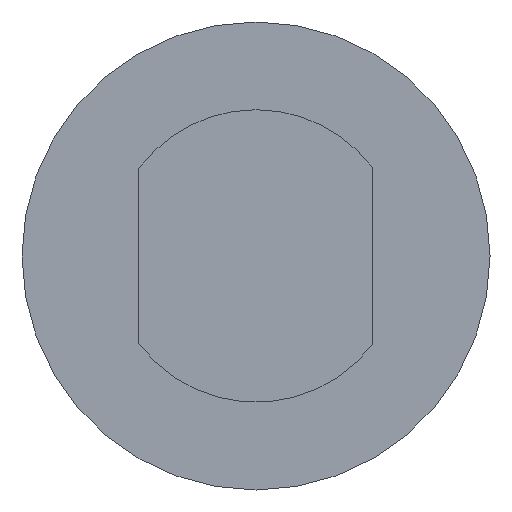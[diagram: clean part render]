
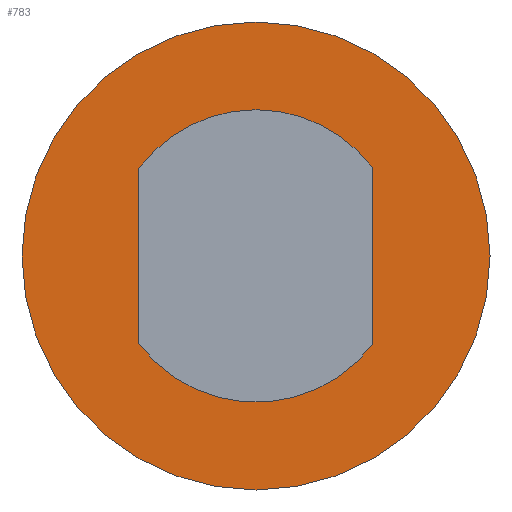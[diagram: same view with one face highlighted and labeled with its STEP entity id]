
A CAD part, front view. The second image highlights one B-rep face of the part: STEP entity #783.
In plain terms, the highlighted planar face has unit normal (0, -1, 0).
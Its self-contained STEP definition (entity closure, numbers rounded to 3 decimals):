
#37 = AXIS2_PLACEMENT_3D ( 'NONE', #1889, #2107, #2088 ) ;
#81 = VERTEX_POINT ( 'NONE', #246 ) ;
#94 = CARTESIAN_POINT ( 'NONE',  ( 0., -15., 0. ) ) ;
#103 = CARTESIAN_POINT ( 'NONE',  ( 0., -15., 0. ) ) ;
#146 = AXIS2_PLACEMENT_3D ( 'NONE', #94, #1486, #2121 ) ;
#151 = ORIENTED_EDGE ( 'NONE', *, *, #1635, .T. ) ;
#169 = CARTESIAN_POINT ( 'NONE',  ( -8., -15., 6. ) ) ;
#170 = DIRECTION ( 'NONE',  ( 0., -1., 0. ) ) ;
#184 = VERTEX_POINT ( 'NONE', #1966 ) ;
#193 = FACE_BOUND ( 'NONE', #2316, .T. ) ;
#238 = CIRCLE ( 'NONE', #2145, 10. ) ;
#246 = CARTESIAN_POINT ( 'NONE',  ( -8., -15., -6. ) ) ;
#397 = EDGE_CURVE ( 'NONE', #1942, #1593, #1030, .T. ) ;
#420 = DIRECTION ( 'NONE',  ( 0., 0., -1. ) ) ;
#436 = AXIS2_PLACEMENT_3D ( 'NONE', #1636, #2018, #420 ) ;
#473 = VECTOR ( 'NONE', #2218, 1000. ) ;
#483 = DIRECTION ( 'NONE',  ( 0., -1., 0. ) ) ;
#705 = DIRECTION ( 'NONE',  ( 0., 0., -1. ) ) ;
#783 = ADVANCED_FACE ( 'NONE', ( #1156, #193 ), #2130, .T. ) ;
#792 = ORIENTED_EDGE ( 'NONE', *, *, #2487, .F. ) ;
#794 = EDGE_CURVE ( 'NONE', #1018, #1687, #798, .T. ) ;
#798 = CIRCLE ( 'NONE', #37, 10. ) ;
#905 = CARTESIAN_POINT ( 'NONE',  ( 0., -15., -16. ) ) ;
#1018 = VERTEX_POINT ( 'NONE', #1374 ) ;
#1030 = CIRCLE ( 'NONE', #2231, 16. ) ;
#1041 = EDGE_LOOP ( 'NONE', ( #151, #1599 ) ) ;
#1074 = ORIENTED_EDGE ( 'NONE', *, *, #2547, .F. ) ;
#1111 = AXIS2_PLACEMENT_3D ( 'NONE', #103, #2087, #705 ) ;
#1115 = EDGE_CURVE ( 'NONE', #1687, #184, #238, .T. ) ;
#1130 = VECTOR ( 'NONE', #2573, 1000. ) ;
#1156 = FACE_OUTER_BOUND ( 'NONE', #1041, .T. ) ;
#1195 = CARTESIAN_POINT ( 'NONE',  ( 0., -15., 0. ) ) ;
#1290 = DIRECTION ( 'NONE',  ( 0., 0., -1. ) ) ;
#1294 = CARTESIAN_POINT ( 'NONE',  ( 0., -15., 0. ) ) ;
#1314 = CARTESIAN_POINT ( 'NONE',  ( 0., -15., 10. ) ) ;
#1339 = CARTESIAN_POINT ( 'NONE',  ( 0., -15., 16. ) ) ;
#1363 = ORIENTED_EDGE ( 'NONE', *, *, #2449, .F. ) ;
#1374 = CARTESIAN_POINT ( 'NONE',  ( 8., -15., 6. ) ) ;
#1486 = DIRECTION ( 'NONE',  ( 0., -1., 0. ) ) ;
#1488 = LINE ( 'NONE', #2012, #1130 ) ;
#1593 = VERTEX_POINT ( 'NONE', #1339 ) ;
#1599 = ORIENTED_EDGE ( 'NONE', *, *, #397, .T. ) ;
#1628 = CIRCLE ( 'NONE', #1111, 16. ) ;
#1635 = EDGE_CURVE ( 'NONE', #1593, #1942, #1628, .T. ) ;
#1636 = CARTESIAN_POINT ( 'NONE',  ( 0., -15., 0. ) ) ;
#1653 = DIRECTION ( 'NONE',  ( 0., 0., -1. ) ) ;
#1687 = VERTEX_POINT ( 'NONE', #1314 ) ;
#1807 = CARTESIAN_POINT ( 'NONE',  ( 8., -15., -6. ) ) ;
#1820 = ORIENTED_EDGE ( 'NONE', *, *, #794, .F. ) ;
#1889 = CARTESIAN_POINT ( 'NONE',  ( 0., -15., 0. ) ) ;
#1942 = VERTEX_POINT ( 'NONE', #905 ) ;
#1966 = CARTESIAN_POINT ( 'NONE',  ( -8., -15., 6. ) ) ;
#1994 = CIRCLE ( 'NONE', #436, 10. ) ;
#2012 = CARTESIAN_POINT ( 'NONE',  ( 8., -15., 6. ) ) ;
#2018 = DIRECTION ( 'NONE',  ( 0., -1., 0. ) ) ;
#2087 = DIRECTION ( 'NONE',  ( 0., -1., 0. ) ) ;
#2088 = DIRECTION ( 'NONE',  ( 0., 0., -1. ) ) ;
#2092 = ORIENTED_EDGE ( 'NONE', *, *, #1115, .F. ) ;
#2107 = DIRECTION ( 'NONE',  ( 0., -1., 0. ) ) ;
#2121 = DIRECTION ( 'NONE',  ( 0., 0., -1. ) ) ;
#2130 = PLANE ( 'NONE',  #146 ) ;
#2145 = AXIS2_PLACEMENT_3D ( 'NONE', #1195, #170, #1290 ) ;
#2218 = DIRECTION ( 'NONE',  ( 0., 0., -1. ) ) ;
#2231 = AXIS2_PLACEMENT_3D ( 'NONE', #1294, #483, #1653 ) ;
#2316 = EDGE_LOOP ( 'NONE', ( #792, #1074, #1363, #2092, #1820 ) ) ;
#2449 = EDGE_CURVE ( 'NONE', #184, #81, #2588, .T. ) ;
#2463 = VERTEX_POINT ( 'NONE', #1807 ) ;
#2487 = EDGE_CURVE ( 'NONE', #2463, #1018, #1488, .T. ) ;
#2547 = EDGE_CURVE ( 'NONE', #81, #2463, #1994, .T. ) ;
#2573 = DIRECTION ( 'NONE',  ( 0., 0., 1. ) ) ;
#2588 = LINE ( 'NONE', #169, #473 ) ;
